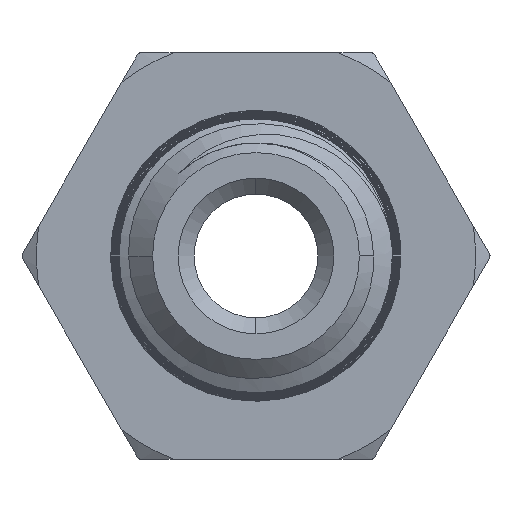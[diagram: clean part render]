
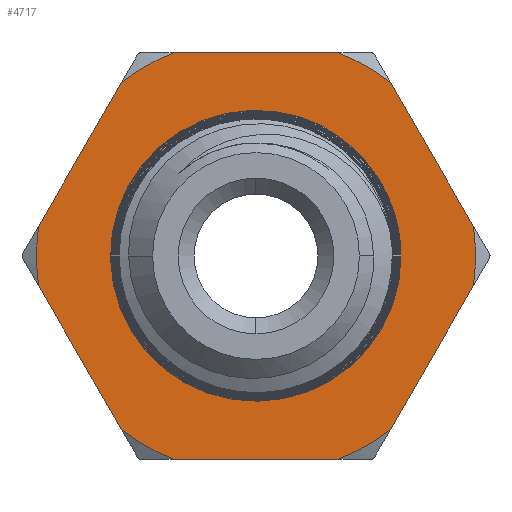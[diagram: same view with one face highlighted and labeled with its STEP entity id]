
A CAD part, left-side view. The second image highlights one B-rep face of the part: STEP entity #4717.
In plain terms, the highlighted planar face has unit normal (-1, 0, 0).
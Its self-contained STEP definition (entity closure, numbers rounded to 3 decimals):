
#277=CARTESIAN_POINT('',(-3.,0.,0.));
#278=DIRECTION('',(-1.,0.,0.));
#279=DIRECTION('',(0.,0.991,0.136));
#280=AXIS2_PLACEMENT_3D('',#277,#278,#279);
#303=CARTESIAN_POINT('',(-3.,0.,0.));
#304=DIRECTION('',(-1.,0.,0.));
#305=DIRECTION('',(0.,-0.991,-0.136));
#306=AXIS2_PLACEMENT_3D('',#303,#304,#305);
#423=CARTESIAN_POINT('',(-3.,0.,0.));
#424=DIRECTION('',(-1.,0.,0.));
#425=DIRECTION('',(0.,1.,0.));
#426=AXIS2_PLACEMENT_3D('',#423,#424,#425);
#428=CARTESIAN_POINT('',(-3.,0.,0.));
#429=DIRECTION('',(1.,0.,0.));
#430=DIRECTION('',(0.,1.,0.));
#431=AXIS2_PLACEMENT_3D('',#428,#429,#430);
#433=DIRECTION('',(0.,0.5,-0.866));
#434=VECTOR('',#433,7.771);
#435=CARTESIAN_POINT('',(-3.,6.306,8.127));
#436=LINE('',#435,#434);
#437=CARTESIAN_POINT('',(-3.,0.,0.));
#438=DIRECTION('',(-1.,0.,0.));
#439=DIRECTION('',(0.,0.378,0.926));
#440=AXIS2_PLACEMENT_3D('',#437,#438,#439);
#442=DIRECTION('',(0.,1.,0.));
#443=VECTOR('',#442,7.771);
#444=CARTESIAN_POINT('',(-3.,-3.885,9.525));
#445=LINE('',#444,#443);
#446=CARTESIAN_POINT('',(-3.,0.,0.));
#447=DIRECTION('',(-1.,0.,0.));
#448=DIRECTION('',(0.,-0.613,0.79));
#449=AXIS2_PLACEMENT_3D('',#446,#447,#448);
#451=DIRECTION('',(0.,0.5,0.866));
#452=VECTOR('',#451,7.771);
#453=CARTESIAN_POINT('',(-3.,-10.192,1.398));
#454=LINE('',#453,#452);
#455=DIRECTION('',(0.,-0.5,0.866));
#456=VECTOR('',#455,7.771);
#457=CARTESIAN_POINT('',(-3.,-6.306,-8.127));
#458=LINE('',#457,#456);
#459=CARTESIAN_POINT('',(-3.,0.,0.));
#460=DIRECTION('',(-1.,0.,0.));
#461=DIRECTION('',(0.,-0.378,-0.926));
#462=AXIS2_PLACEMENT_3D('',#459,#460,#461);
#464=DIRECTION('',(0.,-1.,0.));
#465=VECTOR('',#464,7.771);
#466=CARTESIAN_POINT('',(-3.,3.885,-9.525));
#467=LINE('',#466,#465);
#468=CARTESIAN_POINT('',(-3.,0.,0.));
#469=DIRECTION('',(-1.,0.,0.));
#470=DIRECTION('',(0.,0.613,-0.79));
#471=AXIS2_PLACEMENT_3D('',#468,#469,#470);
#473=DIRECTION('',(0.,-0.5,-0.866));
#474=VECTOR('',#473,7.771);
#475=CARTESIAN_POINT('',(-3.,10.192,-1.398));
#476=LINE('',#475,#474);
#4132=CARTESIAN_POINT('',(-3.,6.306,-8.127));
#4133=CARTESIAN_POINT('',(-3.,3.885,-9.525));
#4134=VERTEX_POINT('',#4132);
#4135=VERTEX_POINT('',#4133);
#4136=CARTESIAN_POINT('',(-3.,-3.885,-9.525));
#4137=CARTESIAN_POINT('',(-3.,-6.306,-8.127));
#4138=VERTEX_POINT('',#4136);
#4139=VERTEX_POINT('',#4137);
#4140=CARTESIAN_POINT('',(-3.,-6.306,8.127));
#4141=CARTESIAN_POINT('',(-3.,-3.885,9.525));
#4142=VERTEX_POINT('',#4140);
#4143=VERTEX_POINT('',#4141);
#4144=CARTESIAN_POINT('',(-3.,3.885,9.525));
#4145=CARTESIAN_POINT('',(-3.,6.306,8.127));
#4146=VERTEX_POINT('',#4144);
#4147=VERTEX_POINT('',#4145);
#4148=CARTESIAN_POINT('',(-3.,-10.192,-1.398));
#4149=VERTEX_POINT('',#4148);
#4150=CARTESIAN_POINT('',(-3.,-10.192,1.398));
#4151=VERTEX_POINT('',#4150);
#4152=CARTESIAN_POINT('',(-3.,10.192,1.398));
#4153=VERTEX_POINT('',#4152);
#4154=CARTESIAN_POINT('',(-3.,10.192,-1.398));
#4155=VERTEX_POINT('',#4154);
#4212=CARTESIAN_POINT('',(-3.,5.608,0.));
#4214=VERTEX_POINT('',#4212);
#4216=CARTESIAN_POINT('',(-3.,-5.608,0.));
#4218=VERTEX_POINT('',#4216);
#4690=CARTESIAN_POINT('',(-3.,0.,0.));
#4691=DIRECTION('',(-1.,0.,0.));
#4692=DIRECTION('',(0.,-1.,0.));
#4693=AXIS2_PLACEMENT_3D('',#4690,#4691,#4692);
#4694=PLANE('',#4693);
#4695=ORIENTED_EDGE('',*,*,#4516,.F.);
#4697=ORIENTED_EDGE('',*,*,#4696,.F.);
#4698=ORIENTED_EDGE('',*,*,#4500,.F.);
#4699=ORIENTED_EDGE('',*,*,#4607,.F.);
#4700=ORIENTED_EDGE('',*,*,#4577,.F.);
#4701=ORIENTED_EDGE('',*,*,#4638,.F.);
#4702=ORIENTED_EDGE('',*,*,#4561,.F.);
#4703=ORIENTED_EDGE('',*,*,#4669,.F.);
#4704=ORIENTED_EDGE('',*,*,#4545,.F.);
#4705=ORIENTED_EDGE('',*,*,#4479,.F.);
#4706=ORIENTED_EDGE('',*,*,#4531,.F.);
#4708=ORIENTED_EDGE('',*,*,#4707,.F.);
#4709=EDGE_LOOP('',(#4695,#4697,#4698,#4699,#4700,#4701,#4702,#4703,#4704,#4705,
#4706,#4708));
#4710=FACE_OUTER_BOUND('',#4709,.F.);
#4712=ORIENTED_EDGE('',*,*,#4711,.T.);
#4714=ORIENTED_EDGE('',*,*,#4713,.F.);
#4715=EDGE_LOOP('',(#4712,#4714));
#4716=FACE_BOUND('',#4715,.F.);
#281=CIRCLE('',#280,10.287);
#307=CIRCLE('',#306,10.287);
#427=CIRCLE('',#426,5.608);
#432=CIRCLE('',#431,5.608);
#441=CIRCLE('',#440,10.287);
#450=CIRCLE('',#449,10.287);
#463=CIRCLE('',#462,10.287);
#472=CIRCLE('',#471,10.287);
#4479=EDGE_CURVE('',#4135,#4138,#467,.T.);
#4500=EDGE_CURVE('',#4146,#4147,#441,.T.);
#4516=EDGE_CURVE('',#4153,#4155,#281,.T.);
#4531=EDGE_CURVE('',#4134,#4135,#472,.T.);
#4545=EDGE_CURVE('',#4138,#4139,#463,.T.);
#4561=EDGE_CURVE('',#4149,#4151,#307,.T.);
#4577=EDGE_CURVE('',#4142,#4143,#450,.T.);
#4607=EDGE_CURVE('',#4143,#4146,#445,.T.);
#4638=EDGE_CURVE('',#4151,#4142,#454,.T.);
#4669=EDGE_CURVE('',#4139,#4149,#458,.T.);
#4696=EDGE_CURVE('',#4147,#4153,#436,.T.);
#4707=EDGE_CURVE('',#4155,#4134,#476,.T.);
#4711=EDGE_CURVE('',#4214,#4218,#427,.T.);
#4713=EDGE_CURVE('',#4214,#4218,#432,.T.);
#4717=ADVANCED_FACE('',(#4710,#4716),#4694,.T.);
